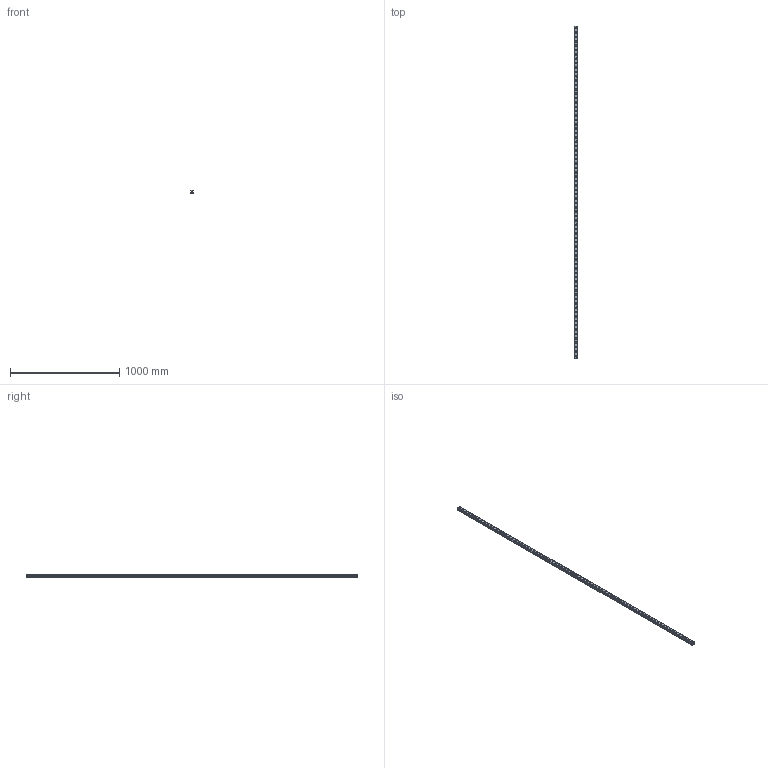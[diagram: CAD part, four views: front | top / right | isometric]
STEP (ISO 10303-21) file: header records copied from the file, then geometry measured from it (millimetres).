
FILE_DESCRIPTION(('STEP AP214'),'1');
FILE_NAME('cctmp_146FCF89-A79A-4F98-8163-E111B169BBA8_2021_03_11_14_45_08_0617..stp','2021-03-11T13:45:08',('HIWIN GmbH'),('CADClick - www.CADClick.com'),'Spatial InterOp 3D',' ','unknown authorization');
FILE_SCHEMA(('AUTOMOTIVE_DESIGN'));
Length unit declared in the file: millimetre
Products named in the file (1): RGR30R3040H_FILE
Bounding box: 28 x 3040 x 28 mm (x, y, z)
Volume: 1744546.5 mm3; surface area: 450868 mm2
Topology: 1 solids, 1 shells, 799 faces, 1695 edges, 1130 vertices
Faces by surface type: cylinder 474, plane 325
Entity records: 28353 total; most frequent: DIRECTION 4243, CARTESIAN_POINT 3625, ORIENTED_EDGE 3390, AXIS2_PLACEMENT_3D 1748, EDGE_CURVE 1695, VERTEX_POINT 1130, EDGE_LOOP 1031, CIRCLE 948
